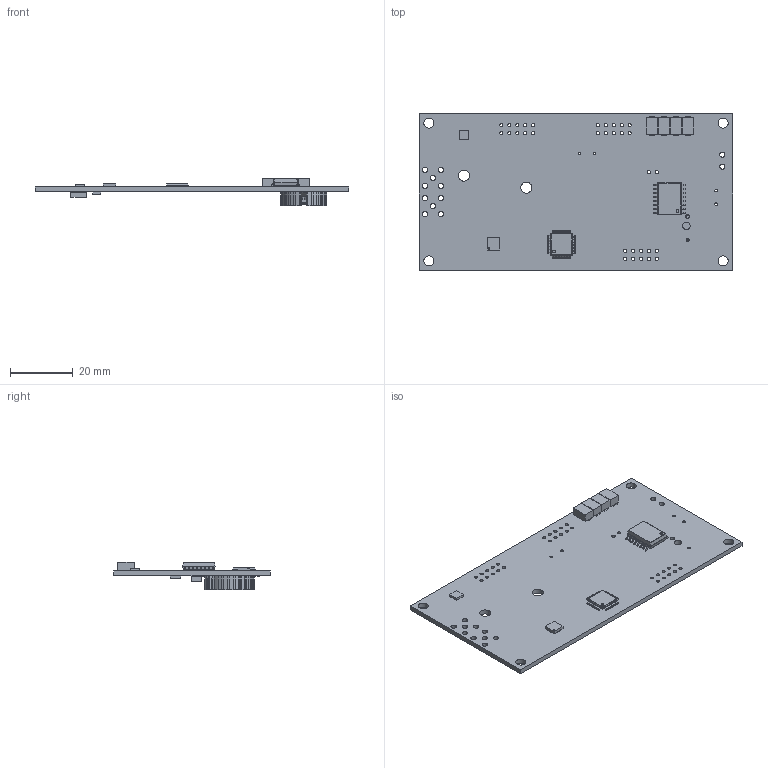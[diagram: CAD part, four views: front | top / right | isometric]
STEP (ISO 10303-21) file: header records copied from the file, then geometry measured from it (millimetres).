
FILE_DESCRIPTION(('Open CASCADE Model'),'2;1');
FILE_NAME('Open CASCADE Shape Model','2021-12-07T15:15:45',('Author'),( 'Open CASCADE'),'Open CASCADE STEP processor 6.8','Open CASCADE 6.8' ,'Unknown');
FILE_SCHEMA(('AUTOMOTIVE_DESIGN { 1 0 10303 214 1 1 1 1 }'));
Length unit declared in the file: millimetre
Products named in the file (42): PCB; Board; Open CASCADE STEP translator 6.8 1.1.1; BT1; Batt_Harwin_S8411-45R_eec; s8411-45r_asm; S841-HOLDER; S841-LOWER-CONTACT; S841-REAR-CONTACT; D2; 6831802432; Body; Pins; D4; XG2; 6831820672; U9; 6831810752; ThermalPin; PinsArrayLR; PinsArrayTB; U6; 6831800432; ThermalPad; U5; 6831802192; U3; 6880058144; Extruded; L1; 6880058304; D3; D1
Assembly tree (44 placements, depth 5):
  PCB
    Board
      Open CASCADE STEP translator 6.8 1.1.1
    BT1
      Batt_Harwin_S8411-45R_eec
        s8411-45r_asm
          S841-HOLDER
          S841-LOWER-CONTACT
          S841-REAR-CONTACT
    D2
      6831802432
        Body
        Pins
    D4
      6831802432
        Body
        Pins
    XG2
      6831820672
        Body
        Pins
    U9
      6831810752
        Body
        ThermalPin
        PinsArrayLR
        PinsArrayTB
    U6
      6831800432
        Body
        PinsArrayLR
        PinsArrayTB
        ThermalPad
    U5
      6831802192
        Body
        PinsArrayLR
    U3
      6880058144
        Extruded
    L1
      6880058304
        Extruded
    D3
      6831802432
        Body
        Pins
    D1
      6831802432
        Body
        Pins
Bounding box: 100 x 50 x 8.79 mm (x, y, z)
Volume: 8614.6 mm3; surface area: 12792.2 mm2
Topology: 108 solids, 108 shells, 1530 faces, 3822 edges, 2517 vertices
Faces by surface type: plane 1158, cylinder 370, torus 2
Full cylindrical faces by diameter (mm): 0.2 x1, 0.5 x1, 0.812 x2, 0.875 x1, 0.9 x3, 0.938 x1, 1 x31, 1.1 x2, 1.15 x1, 1.25 x1, 1.65 x2, 1.7 x10, 2.4 x1, 3 x1, 3.2 x4, 3.5 x2
Entity records: 45653 total; most frequent: CARTESIAN_POINT 7710, DIRECTION 7493, ORIENTED_EDGE 7428, EDGE_CURVE 3714, LINE 2973, VECTOR 2973, VERTEX_POINT 2445, AXIS2_PLACEMENT_3D 2260
